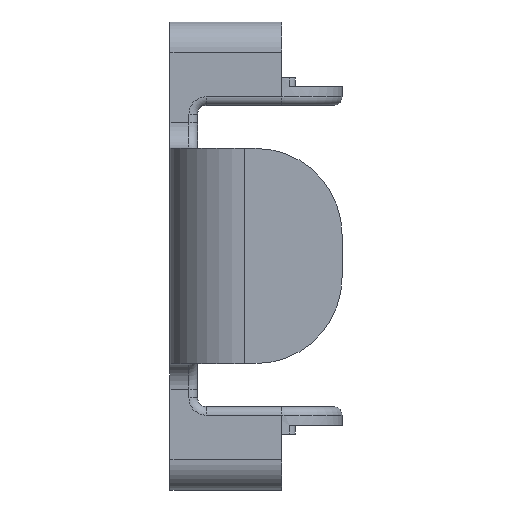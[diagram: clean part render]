
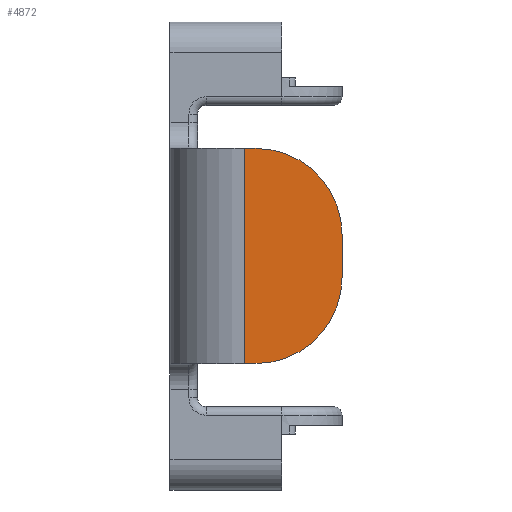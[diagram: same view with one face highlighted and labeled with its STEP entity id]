
A CAD part, left-side view. The second image highlights one B-rep face of the part: STEP entity #4872.
In plain terms, the highlighted planar face has unit normal (-1, 0, 0).
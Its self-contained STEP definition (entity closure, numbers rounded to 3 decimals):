
#598=LINE('',#8711,#980);
#601=LINE('',#8720,#983);
#622=LINE('',#8787,#1004);
#623=LINE('',#8789,#1005);
#980=VECTOR('',#6948,10.);
#983=VECTOR('',#6957,10.);
#1004=VECTOR('',#7050,10.);
#1005=VECTOR('',#7053,10.);
#1290=FACE_OUTER_BOUND('',#1596,.T.);
#1596=EDGE_LOOP('',(#4479,#4480,#4481,#4482,#4483,#4484));
#1903=CIRCLE('',#5439,10.);
#1905=CIRCLE('',#5443,10.);
#2335=VERTEX_POINT('',#8703);
#2336=VERTEX_POINT('',#8705);
#2337=VERTEX_POINT('',#8709);
#2338=VERTEX_POINT('',#8713);
#2339=VERTEX_POINT('',#8715);
#2340=VERTEX_POINT('',#8719);
#3026=EDGE_CURVE('',#2335,#2336,#1903,.T.);
#3029=EDGE_CURVE('',#2337,#2335,#598,.T.);
#3031=EDGE_CURVE('',#2338,#2339,#1905,.T.);
#3033=EDGE_CURVE('',#2339,#2340,#601,.T.);
#3063=EDGE_CURVE('',#2337,#2340,#622,.T.);
#3064=EDGE_CURVE('',#2336,#2338,#623,.T.);
#4479=ORIENTED_EDGE('',*,*,#3026,.F.);
#4480=ORIENTED_EDGE('',*,*,#3029,.F.);
#4481=ORIENTED_EDGE('',*,*,#3063,.T.);
#4482=ORIENTED_EDGE('',*,*,#3033,.F.);
#4483=ORIENTED_EDGE('',*,*,#3031,.F.);
#4484=ORIENTED_EDGE('',*,*,#3064,.F.);
#4585=PLANE('',#5481);
#4872=ADVANCED_FACE('',(#1290),#4585,.T.);
#5439=AXIS2_PLACEMENT_3D('',#8706,#6941,#6942);
#5443=AXIS2_PLACEMENT_3D('',#8716,#6952,#6953);
#5481=AXIS2_PLACEMENT_3D('',#8788,#7051,#7052);
#6941=DIRECTION('center_axis',(1.,0.,0.));
#6942=DIRECTION('ref_axis',(0.,-0.707,0.707));
#6948=DIRECTION('',(0.,-1.,0.));
#6952=DIRECTION('center_axis',(1.,0.,0.));
#6953=DIRECTION('ref_axis',(0.,-0.707,-0.707));
#6957=DIRECTION('',(0.,1.,0.));
#7050=DIRECTION('',(0.,0.,-1.));
#7051=DIRECTION('center_axis',(-1.,0.,0.));
#7052=DIRECTION('ref_axis',(0.,1.,0.));
#7053=DIRECTION('',(0.,0.,-1.));
#8703=CARTESIAN_POINT('',(-10.393,-33.667,14.037));
#8705=CARTESIAN_POINT('',(-10.393,-43.667,4.037));
#8706=CARTESIAN_POINT('Origin',(-10.393,-33.667,4.037));
#8709=CARTESIAN_POINT('',(-10.393,-32.367,14.037));
#8711=CARTESIAN_POINT('',(-10.393,-32.367,14.037));
#8713=CARTESIAN_POINT('',(-10.393,-43.667,-0.963));
#8715=CARTESIAN_POINT('',(-10.393,-33.667,-10.963));
#8716=CARTESIAN_POINT('Origin',(-10.393,-33.667,-0.963));
#8719=CARTESIAN_POINT('',(-10.393,-32.367,-10.963));
#8720=CARTESIAN_POINT('',(-10.393,-32.367,-10.963));
#8787=CARTESIAN_POINT('',(-10.393,-32.367,14.037));
#8788=CARTESIAN_POINT('Origin',(-10.393,-43.667,14.037));
#8789=CARTESIAN_POINT('',(-10.393,-43.667,14.037));
